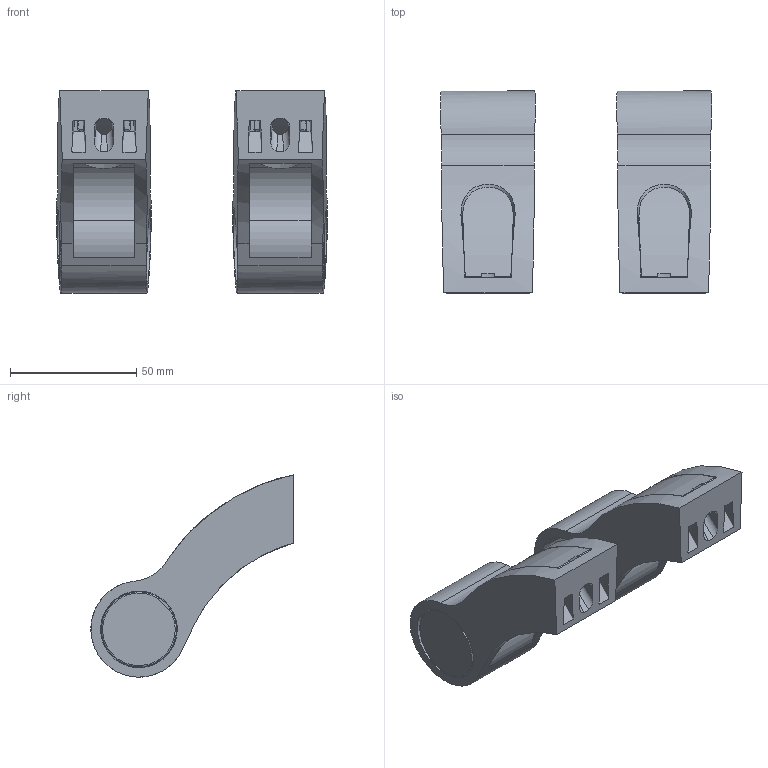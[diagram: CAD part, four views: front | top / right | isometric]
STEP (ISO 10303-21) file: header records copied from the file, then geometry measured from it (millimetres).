
FILE_DESCRIPTION(/* description */ ('STEP AP214'),/* implementation_level */ '2;1');
FILE_NAME(/* name */ '092550',/* time_stamp */ '2024-03-20T10:14:17+01:00',/* author */ ('License CC BY-ND 4.0'),/* organization */ ('CADENAS'),/* preprocessor_version */ 'ST-DEVELOPER v19.3',/* originating_system */ 'PARTsolutions',/* authorisation */ ' ');
FILE_SCHEMA (('AUTOMOTIVE_DESIGN {1 0 10303 214 3 1 1}'));
Length unit declared in the file: millimetre
Products named in the file (5): 092550; 092550-1; 092550-2; 092550-3; 092550-4
Assembly tree (6 placements, depth 2):
  092550
    092550-1
    092550-2  x2
    092550-3  x2
    092550-4
Bounding box: 107.21 x 80 x 80 mm (x, y, z)
Volume: 102255.7 mm3; surface area: 53179.3 mm2
Topology: 6 solids, 6 shells, 246 faces, 744 edges, 512 vertices
Faces by surface type: plane 128, cylinder 76, cone 24, bspline 10, torus 8
Entity records: 7128 total; most frequent: CARTESIAN_POINT 1980, ORIENTED_EDGE 1100, DIRECTION 1026, EDGE_CURVE 550, AXIS2_PLACEMENT_3D 391, VERTEX_POINT 388, LINE 244, VECTOR 244
